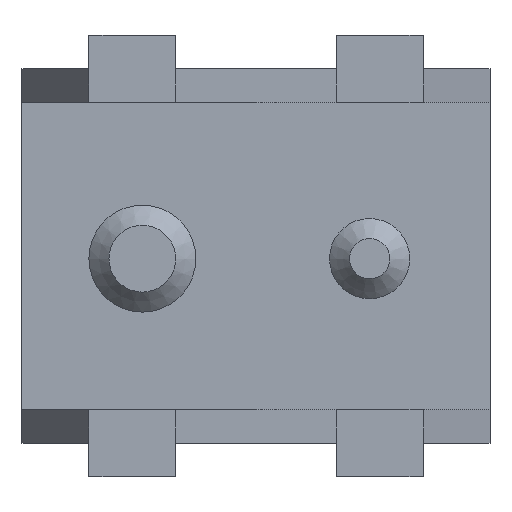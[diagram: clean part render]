
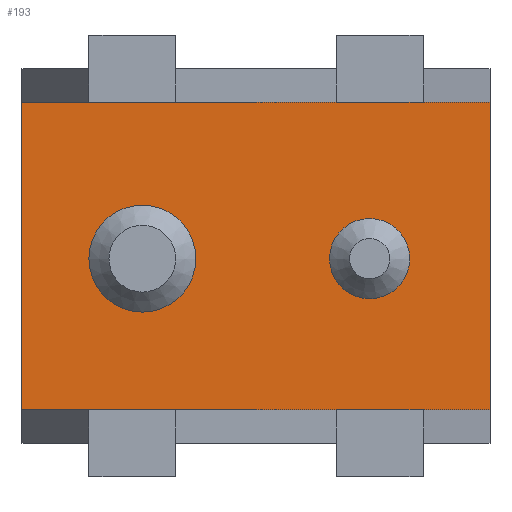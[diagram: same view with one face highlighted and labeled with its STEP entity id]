
A CAD part, front view. The second image highlights one B-rep face of the part: STEP entity #193.
In plain terms, the highlighted planar face has unit normal (0, -1, 0).
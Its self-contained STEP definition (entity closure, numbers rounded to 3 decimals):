
#193 = ADVANCED_FACE( '', ( #394, #395, #396 ), #397, .T. );
#394 = FACE_OUTER_BOUND( '', #738, .T. );
#395 = FACE_BOUND( '', #739, .T. );
#396 = FACE_BOUND( '', #740, .T. );
#397 = PLANE( '', #741 );
#738 = EDGE_LOOP( '', ( #1574, #1575, #1576, #1577 ) );
#739 = EDGE_LOOP( '', ( #1578 ) );
#740 = EDGE_LOOP( '', ( #1579 ) );
#741 = AXIS2_PLACEMENT_3D( '', #1580, #1581, #1582 );
#1574 = ORIENTED_EDGE( '', *, *, #2322, .T. );
#1575 = ORIENTED_EDGE( '', *, *, #2323, .F. );
#1576 = ORIENTED_EDGE( '', *, *, #2324, .F. );
#1577 = ORIENTED_EDGE( '', *, *, #2325, .T. );
#1578 = ORIENTED_EDGE( '', *, *, #2326, .F. );
#1579 = ORIENTED_EDGE( '', *, *, #2294, .F. );
#1580 = CARTESIAN_POINT( '', ( -1.75, -0.905, -1.15 ) );
#1581 = DIRECTION( '', ( 0., -1., 0. ) );
#1582 = DIRECTION( '', ( 0., 0., -1. ) );
#2294 = EDGE_CURVE( '', #2780, #2780, #2781, .T. );
#2322 = EDGE_CURVE( '', #2825, #2826, #2827, .T. );
#2323 = EDGE_CURVE( '', #2828, #2826, #2829, .T. );
#2324 = EDGE_CURVE( '', #2830, #2828, #2831, .T. );
#2325 = EDGE_CURVE( '', #2830, #2825, #2832, .T. );
#2326 = EDGE_CURVE( '', #2833, #2833, #2834, .T. );
#2780 = VERTEX_POINT( '', #3600 );
#2781 = CIRCLE( '', #3601, 0.4 );
#2825 = VERTEX_POINT( '', #3667 );
#2826 = VERTEX_POINT( '', #3668 );
#2827 = LINE( '', #3669, #3670 );
#2828 = VERTEX_POINT( '', #3671 );
#2829 = LINE( '', #3672, #3673 );
#2830 = VERTEX_POINT( '', #3674 );
#2831 = LINE( '', #3675, #3676 );
#2832 = LINE( '', #3677, #3678 );
#2833 = VERTEX_POINT( '', #3679 );
#2834 = CIRCLE( '', #3680, 0.3 );
#3600 = CARTESIAN_POINT( '', ( -1.25, -0.905, -0.02 ) );
#3601 = AXIS2_PLACEMENT_3D( '', #4146, #4147, #4148 );
#3667 = CARTESIAN_POINT( '', ( 1.75, -0.905, -1.15 ) );
#3668 = CARTESIAN_POINT( '', ( 1.75, -0.905, 1.15 ) );
#3669 = CARTESIAN_POINT( '', ( 1.75, -0.905, -1.15 ) );
#3670 = VECTOR( '', #4186, 1000. );
#3671 = CARTESIAN_POINT( '', ( -1.75, -0.905, 1.15 ) );
#3672 = CARTESIAN_POINT( '', ( -1.75, -0.905, 1.15 ) );
#3673 = VECTOR( '', #4187, 1000. );
#3674 = CARTESIAN_POINT( '', ( -1.75, -0.905, -1.15 ) );
#3675 = CARTESIAN_POINT( '', ( -1.75, -0.905, -1.15 ) );
#3676 = VECTOR( '', #4188, 1000. );
#3677 = CARTESIAN_POINT( '', ( -1.75, -0.905, -1.15 ) );
#3678 = VECTOR( '', #4189, 1000. );
#3679 = CARTESIAN_POINT( '', ( 0.55, -0.905, -0.02 ) );
#3680 = AXIS2_PLACEMENT_3D( '', #4190, #4191, #4192 );
#4146 = CARTESIAN_POINT( '', ( -0.85, -0.905, -0.02 ) );
#4147 = DIRECTION( '', ( 0., -1., 0. ) );
#4148 = DIRECTION( '', ( -1., 0., 0. ) );
#4186 = DIRECTION( '', ( 0., 0., 1. ) );
#4187 = DIRECTION( '', ( 1., 0., 0. ) );
#4188 = DIRECTION( '', ( 0., 0., 1. ) );
#4189 = DIRECTION( '', ( 1., 0., 0. ) );
#4190 = CARTESIAN_POINT( '', ( 0.85, -0.905, -0.02 ) );
#4191 = DIRECTION( '', ( 0., -1., 0. ) );
#4192 = DIRECTION( '', ( -1., 0., 0. ) );
